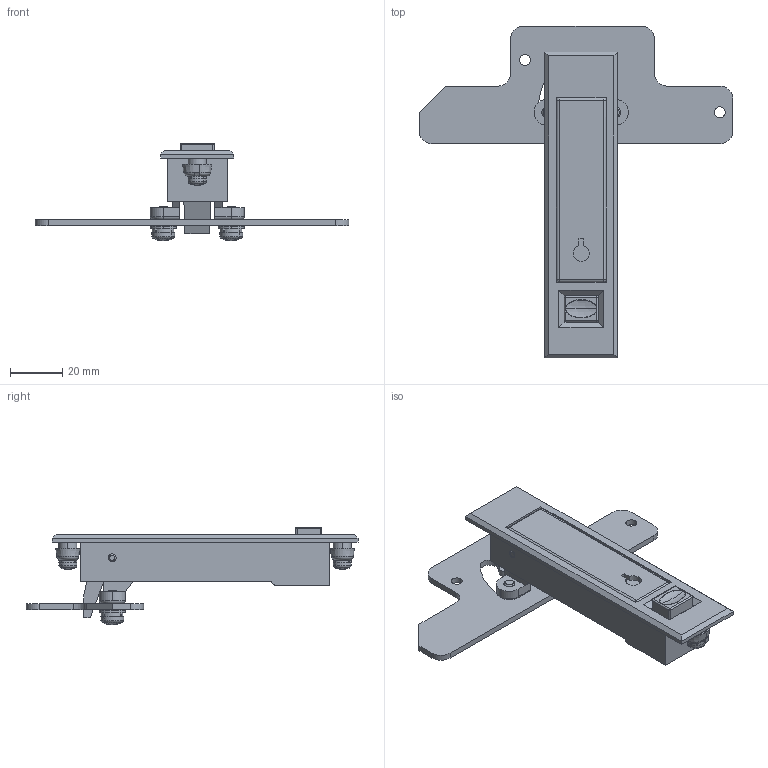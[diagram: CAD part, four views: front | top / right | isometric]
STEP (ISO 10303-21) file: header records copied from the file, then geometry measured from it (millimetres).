
FILE_DESCRIPTION (( 'STEP AP203' ), '1' );
FILE_NAME ('A-181-2-1.STEP', '2019-10-31T07:13:39', ( '' ), ( '' ), 'SwSTEP 2.0', 'SolidWorks 2014', '' );
FILE_SCHEMA (( 'CONFIG_CONTROL_DESIGN' ));
Length unit declared in the file: millimetre
Products named in the file (11): A-181-2-1_本体_; A-181-2-1_特殊座金_; A-181-2-1_押ボタン_; A-181-2-1_カラー_; A-181-2-1_ハンドル_; A-181-2-1_十字穴付小ねじ_内径基準ver1.02__M4x6十字穴付なべ小ねじ(鉄)SWシングルセムス(P2); A-181-2-1_ウラブタ_; A-181-2-1_十字穴付小ねじ_内径基準ver1.02__M5x10十字穴付なべ小ねじ(鉄)SWシングルセムス(P2); A-181-2-1_シャフト_; A-181-2-1; A-181-2-1_止め金_
Assembly tree (14 placements, depth 2):
  A-181-2-1
    A-181-2-1_本体_
    A-181-2-1_ハンドル_
    A-181-2-1_シャフト_
    A-181-2-1_押ボタン_
    A-181-2-1_ウラブタ_
    A-181-2-1_止め金_
    A-181-2-1_カラー_  x2
    A-181-2-1_十字穴付小ねじ_内径基準ver1.02__M5x10十字穴付なべ小ねじ(鉄)SWシングルセムス(P2)  x2
    A-181-2-1_特殊座金_  x2
    A-181-2-1_十字穴付小ねじ_内径基準ver1.02__M4x6十字穴付なべ小ねじ(鉄)SWシングルセムス(P2)  x2
Bounding box: 120 x 127 x 37.36 mm (x, y, z)
Volume: 40389.7 mm3; surface area: 33125.4 mm2
Topology: 14 solids, 14 shells, 504 faces, 1295 edges, 824 vertices
Faces by surface type: plane 251, cylinder 160, bspline 38, cone 26, sphere 16, torus 13
Entity records: 16026 total; most frequent: CARTESIAN_POINT 5277, ORIENTED_EDGE 2008, DIRECTION 1943, EDGE_CURVE 1004, AXIS2_PLACEMENT_3D 674, VERTEX_POINT 644, LINE 595, VECTOR 595
